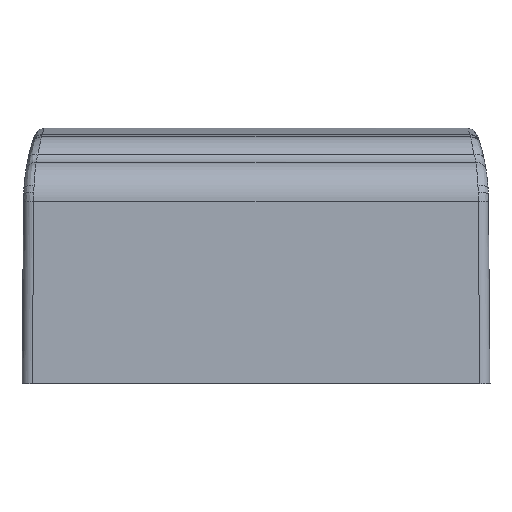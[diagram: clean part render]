
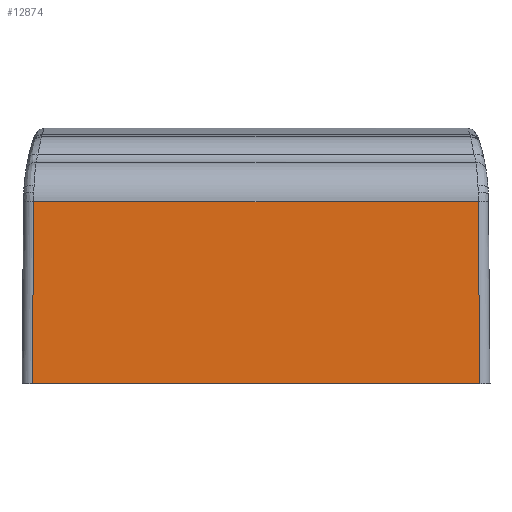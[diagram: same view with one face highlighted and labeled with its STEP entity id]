
A CAD part, front view. The second image highlights one B-rep face of the part: STEP entity #12874.
In plain terms, the highlighted planar face has unit normal (0, -1, 0.009).
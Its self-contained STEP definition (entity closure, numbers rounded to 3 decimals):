
#565 = DIRECTION ( 'NONE',  ( -0.009, 0.009, 1. ) ) ;
#2982 = PLANE ( 'NONE',  #67676 ) ;
#5755 = DIRECTION ( 'NONE',  ( 0.009, 0.009, 1. ) ) ;
#6727 = LINE ( 'NONE', #20729, #50835 ) ;
#7536 = ORIENTED_EDGE ( 'NONE', *, *, #56176, .T. ) ;
#9653 = VERTEX_POINT ( 'NONE', #26776 ) ;
#12874 = ADVANCED_FACE ( 'NONE', ( #41957 ), #2982, .T. ) ;
#17513 = LINE ( 'NONE', #28662, #44491 ) ;
#20729 = CARTESIAN_POINT ( 'NONE',  ( -55.524, -94.902, 71.236 ) ) ;
#20834 = ORIENTED_EDGE ( 'NONE', *, *, #58472, .F. ) ;
#21773 = VECTOR ( 'NONE', #5755, 1000. ) ;
#23984 = CARTESIAN_POINT ( 'NONE',  ( 87.524, -95.524, 0. ) ) ;
#26129 = CARTESIAN_POINT ( 'NONE',  ( 18., -95., 60. ) ) ;
#26776 = CARTESIAN_POINT ( 'NONE',  ( -87.524, -95.524, 0. ) ) ;
#27400 = EDGE_CURVE ( 'NONE', #9653, #29084, #38861, .T. ) ;
#28662 = CARTESIAN_POINT ( 'NONE',  ( 91., -95.524, 0. ) ) ;
#29084 = VERTEX_POINT ( 'NONE', #53728 ) ;
#30141 = ORIENTED_EDGE ( 'NONE', *, *, #27400, .F. ) ;
#30367 = EDGE_LOOP ( 'NONE', ( #20834, #30141, #31575, #7536 ) ) ;
#31575 = ORIENTED_EDGE ( 'NONE', *, *, #67057, .T. ) ;
#31917 = DIRECTION ( 'NONE',  ( 0., -0.009, -1. ) ) ;
#33528 = VECTOR ( 'NONE', #565, 1000. ) ;
#34444 = CARTESIAN_POINT ( 'NONE',  ( -86.995, -94.995, 60.602 ) ) ;
#35851 = VERTEX_POINT ( 'NONE', #23984 ) ;
#38059 = DIRECTION ( 'NONE',  ( 1., 0., 0. ) ) ;
#38437 = VERTEX_POINT ( 'NONE', #70196 ) ;
#38861 = LINE ( 'NONE', #34444, #21773 ) ;
#41957 = FACE_OUTER_BOUND ( 'NONE', #30367, .T. ) ;
#44491 = VECTOR ( 'NONE', #63151, 1000. ) ;
#46573 = CARTESIAN_POINT ( 'NONE',  ( 87.524, -95.524, 0. ) ) ;
#50835 = VECTOR ( 'NONE', #38059, 1000. ) ;
#53728 = CARTESIAN_POINT ( 'NONE',  ( -86.902, -94.902, 71.236 ) ) ;
#56176 = EDGE_CURVE ( 'NONE', #35851, #38437, #64127, .T. ) ;
#58472 = EDGE_CURVE ( 'NONE', #29084, #38437, #6727, .T. ) ;
#63151 = DIRECTION ( 'NONE',  ( 1., 0., 0. ) ) ;
#64127 = LINE ( 'NONE', #46573, #33528 ) ;
#66364 = DIRECTION ( 'NONE',  ( 0., -1., 0.009 ) ) ;
#67057 = EDGE_CURVE ( 'NONE', #9653, #35851, #17513, .T. ) ;
#67676 = AXIS2_PLACEMENT_3D ( 'NONE', #26129, #66364, #31917 ) ;
#70196 = CARTESIAN_POINT ( 'NONE',  ( 86.902, -94.902, 71.236 ) ) ;
